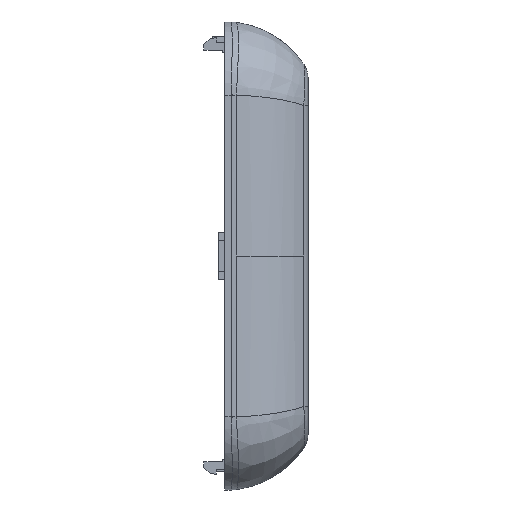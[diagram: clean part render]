
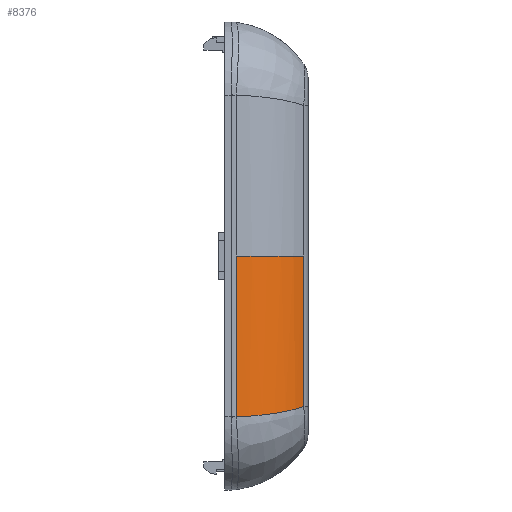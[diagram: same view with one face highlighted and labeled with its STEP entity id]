
A CAD part, left-side view. The second image highlights one B-rep face of the part: STEP entity #8376.
In plain terms, the highlighted cylindrical face has radius 8 mm (diameter 16 mm), a partial arc.
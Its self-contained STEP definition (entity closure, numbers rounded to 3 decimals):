
#1481=DIRECTION('',(0.,0.,1.));
#1482=VECTOR('',#1481,13.1);
#1483=CARTESIAN_POINT('',(-22.973,5.875,
-13.1));
#1484=LINE('',#1483,#1482);
#1488=CARTESIAN_POINT('',(-15.046,6.954,
0.));
#1489=DIRECTION('',(0.,0.,1.));
#1490=DIRECTION('',(-0.991,-0.135,0.));
#1491=AXIS2_PLACEMENT_3D('',#1488,#1489,#1490);
#1496=DIRECTION('',(0.,0.,-1.));
#1497=VECTOR('',#1496,12.274);
#1498=CARTESIAN_POINT('',(-19.558,0.349,
0.));
#1499=LINE('',#1498,#1497);
#1503=CARTESIAN_POINT('',(-19.558,0.349,
-12.274));
#1504=CARTESIAN_POINT('',(-19.929,0.602,
-12.36));
#1505=CARTESIAN_POINT('',(-20.622,1.166,
-12.552));
#1506=CARTESIAN_POINT('',(-21.504,2.171,
-12.762));
#1507=CARTESIAN_POINT('',(-22.211,3.311,
-12.937));
#1508=CARTESIAN_POINT('',(-22.722,4.572,
-13.066));
#1509=CARTESIAN_POINT('',(-22.913,5.438,
-13.112));
#1510=CARTESIAN_POINT('',(-22.972,5.873,
-13.127));
#1515=CARTESIAN_POINT('',(-22.972,5.873,
-13.127));
#1516=CARTESIAN_POINT('',(-22.972,5.874,
-13.118));
#1517=CARTESIAN_POINT('',(-22.973,5.875,
-13.109));
#1518=CARTESIAN_POINT('',(-22.973,5.875,
-13.1));
#6042=CARTESIAN_POINT('',(-22.973,5.875,
-13.1));
#6043=VERTEX_POINT('',#6042);
#6044=VERTEX_POINT('',#1515);
#6047=CARTESIAN_POINT('',(-22.973,5.875,
0.));
#6048=VERTEX_POINT('',#6047);
#6137=VERTEX_POINT('',#1503);
#6138=CARTESIAN_POINT('',(-19.558,0.349,
0.));
#6139=VERTEX_POINT('',#6138);
#8362=CARTESIAN_POINT('',(-15.046,6.954,
-9.781));
#8363=DIRECTION('',(0.,0.,-1.));
#8364=DIRECTION('',(0.494,0.869,0.));
#8365=AXIS2_PLACEMENT_3D('',#8362,#8363,#8364);
#8366=CYLINDRICAL_SURFACE('',#8365,8.);
#8367=ORIENTED_EDGE('',*,*,#7620,.T.);
#8369=ORIENTED_EDGE('',*,*,#8368,.T.);
#8371=ORIENTED_EDGE('',*,*,#8370,.T.);
#8372=ORIENTED_EDGE('',*,*,#8354,.T.);
#8373=ORIENTED_EDGE('',*,*,#7603,.T.);
#8374=EDGE_LOOP('',(#8367,#8369,#8371,#8372,#8373));
#8375=FACE_OUTER_BOUND('',#8374,.F.);
#1492=CIRCLE('',#1491,8.);
#1511=B_SPLINE_CURVE_WITH_KNOTS('',3,(#1503,#1504,#1505,#1506,#1507,#1508,#1509,
#1510),.UNSPECIFIED.,.F.,.F.,(4,1,1,1,1,4),(0.,0.2,0.4,0.6,0.8,1.),
.UNSPECIFIED.);
#1519=B_SPLINE_CURVE_WITH_KNOTS('',3,(#1515,#1516,#1517,#1518),.UNSPECIFIED.,
.F.,.F.,(4,4),(0.,1.),.UNSPECIFIED.);
#7603=EDGE_CURVE('',#6044,#6043,#1519,.T.);
#7620=EDGE_CURVE('',#6043,#6048,#1484,.T.);
#8354=EDGE_CURVE('',#6137,#6044,#1511,.T.);
#8368=EDGE_CURVE('',#6048,#6139,#1492,.T.);
#8370=EDGE_CURVE('',#6139,#6137,#1499,.T.);
#8376=ADVANCED_FACE('',(#8375),#8366,.T.);
